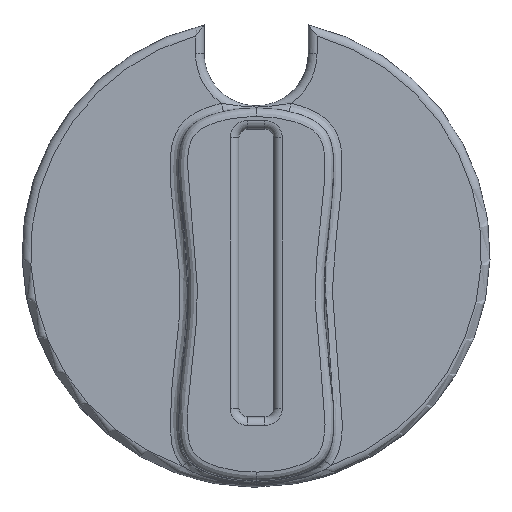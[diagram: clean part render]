
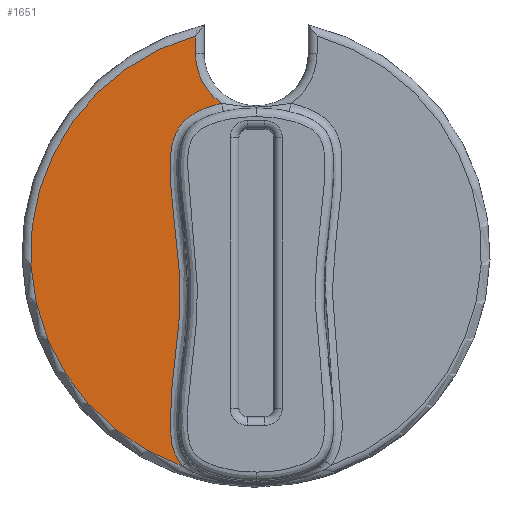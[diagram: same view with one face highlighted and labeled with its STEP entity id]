
A CAD part, top view. The second image highlights one B-rep face of the part: STEP entity #1651.
In plain terms, the highlighted planar face has unit normal (0, 0, 1).
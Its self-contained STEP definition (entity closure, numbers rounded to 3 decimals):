
#43=PLANE('',#1783);
#141=FACE_OUTER_BOUND('',#237,.T.);
#237=EDGE_LOOP('',(#1459,#1460,#1461,#1462));
#277=CIRCLE('',#1761,13.);
#282=CIRCLE('',#1768,3.505);
#386=B_SPLINE_CURVE_WITH_KNOTS('',3,(#4156,#4157,#4158,#4159,#4160,#4161,
#4162,#4163,#4164,#4165,#4166,#4167,#4168,#4169,#4170,#4171,#4172),
 .UNSPECIFIED.,.F.,.F.,(4,1,1,1,1,1,1,1,1,1,1,1,1,1,4),(0.,0.121,
0.162,0.243,0.324,0.486,
0.547,0.648,0.972,1.296,
1.62,1.944,2.106,2.146,2.268),
 .UNSPECIFIED.);
#491=LINE('',#5271,#569);
#569=VECTOR('',#2057,10.);
#706=VERTEX_POINT('',#4013);
#709=VERTEX_POINT('',#4154);
#715=VERTEX_POINT('',#4360);
#722=VERTEX_POINT('',#5267);
#924=EDGE_CURVE('',#709,#706,#386,.T.);
#936=EDGE_CURVE('',#706,#715,#277,.T.);
#953=EDGE_CURVE('',#722,#709,#282,.T.);
#954=EDGE_CURVE('',#715,#722,#491,.T.);
#1459=ORIENTED_EDGE('',*,*,#924,.F.);
#1460=ORIENTED_EDGE('',*,*,#953,.F.);
#1461=ORIENTED_EDGE('',*,*,#954,.F.);
#1462=ORIENTED_EDGE('',*,*,#936,.F.);
#1651=ADVANCED_FACE('',(#141),#43,.T.);
#1761=AXIS2_PLACEMENT_3D('',#4361,#2035,#2036);
#1768=AXIS2_PLACEMENT_3D('',#5269,#2053,#2054);
#1783=AXIS2_PLACEMENT_3D('',#6907,#2091,#2092);
#2035=DIRECTION('center_axis',(0.,0.,-1.));
#2036=DIRECTION('ref_axis',(-0.001,-1.,0.));
#2053=DIRECTION('center_axis',(0.,0.,1.));
#2054=DIRECTION('ref_axis',(0.,-1.,0.));
#2057=DIRECTION('',(0.,-1.,0.));
#2091=DIRECTION('center_axis',(0.,0.,1.));
#2092=DIRECTION('ref_axis',(1.,0.,0.));
#4013=CARTESIAN_POINT('',(-4.264,-12.281,1.5));
#4154=CARTESIAN_POINT('',(-1.998,8.632,1.5));
#4156=CARTESIAN_POINT('Ctrl Pts',(-1.998,8.632,1.5));
#4157=CARTESIAN_POINT('Ctrl Pts',(-2.393,8.542,1.5));
#4158=CARTESIAN_POINT('Ctrl Pts',(-2.913,8.384,1.5));
#4159=CARTESIAN_POINT('Ctrl Pts',(-3.638,8.022,1.5));
#4160=CARTESIAN_POINT('Ctrl Pts',(-4.191,7.623,1.5));
#4161=CARTESIAN_POINT('Ctrl Pts',(-4.81,6.712,1.5));
#4162=CARTESIAN_POINT('Ctrl Pts',(-4.949,5.683,1.5));
#4163=CARTESIAN_POINT('Ctrl Pts',(-4.961,4.607,1.5));
#4164=CARTESIAN_POINT('Ctrl Pts',(-4.873,2.991,1.5));
#4165=CARTESIAN_POINT('Ctrl Pts',(-4.525,0.51,1.5));
#4166=CARTESIAN_POINT('Ctrl Pts',(-4.276,-2.735,1.5));
#4167=CARTESIAN_POINT('Ctrl Pts',(-4.644,-5.973,1.5));
#4168=CARTESIAN_POINT('Ctrl Pts',(-4.978,-8.641,1.5));
#4169=CARTESIAN_POINT('Ctrl Pts',(-4.963,-10.409,1.5));
#4170=CARTESIAN_POINT('Ctrl Pts',(-4.763,-11.471,1.5));
#4171=CARTESIAN_POINT('Ctrl Pts',(-4.529,-11.974,1.5));
#4172=CARTESIAN_POINT('Ctrl Pts',(-4.264,-12.281,1.5));
#4360=CARTESIAN_POINT('',(-3.491,12.523,1.5));
#4361=CARTESIAN_POINT('Origin',(0.,0.,1.5));
#5267=CARTESIAN_POINT('',(-3.491,11.501,1.5));
#5269=CARTESIAN_POINT('Origin',(0.014,11.501,1.5));
#5271=CARTESIAN_POINT('',(-3.491,5.667,1.5));
#6907=CARTESIAN_POINT('Origin',(0.,-0.168,1.5));
